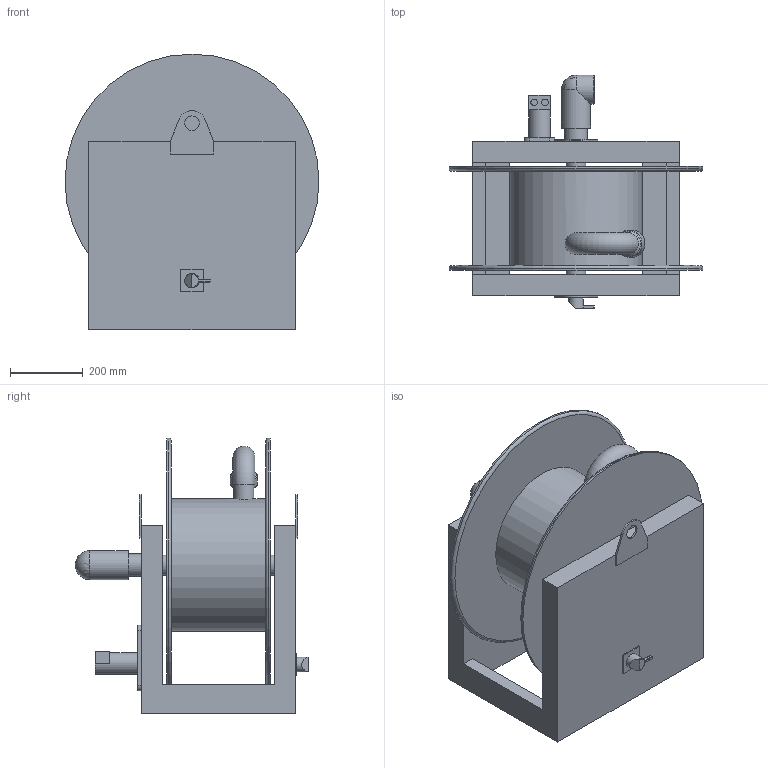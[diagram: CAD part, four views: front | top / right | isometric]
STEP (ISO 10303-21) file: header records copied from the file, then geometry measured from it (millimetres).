
FILE_DESCRIPTION( ( 'Unknown' ), '1' );
FILE_NAME( 'Serie 700 [7721801.100].stp', 'Unknown', ( 'Unknown' ), ( 'Unknown' ), 'PSStep 14.0', 'Unknown', ' ' );
FILE_SCHEMA( ( 'AUTOMOTIVE_DESIGN { 1 0 10303 214 1 1 1 1 }' ) );
Length unit declared in the file: millimetre
Products named in the file (1): 1
Bounding box: 700 x 644 x 760 mm (x, y, z)
Volume: 74395806.3 mm3; surface area: 3539625.1 mm2
Topology: 1 solids, 1 shells, 119 faces, 295 edges, 187 vertices
Faces by surface type: plane 70, cylinder 34, torus 8, sphere 5, bspline 2
Full cylindrical faces by diameter (mm): 18 x2, 40 x3, 55 x4, 56 x1, 60 x1, 62 x1, 75 x1, 80 x2, 366 x1, 700 x2
Entity records: 6156 total; most frequent: CARTESIAN_POINT 2528, DIRECTION 551, ORIENTED_EDGE 500, EDGE_CURVE 250, AXIS2_PLACEMENT_3D 193, VERTEX_POINT 174, EDGE_LOOP 168, LINE 165
